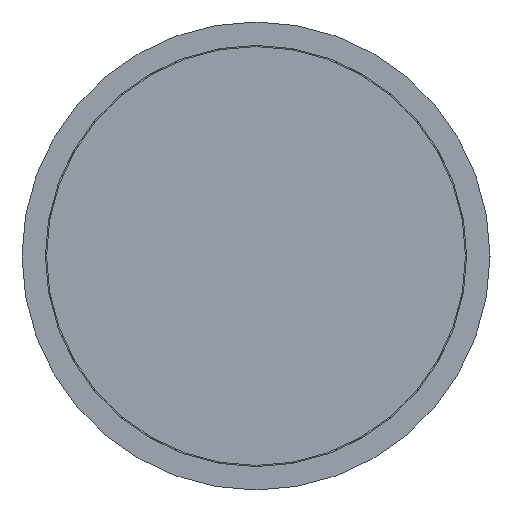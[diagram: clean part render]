
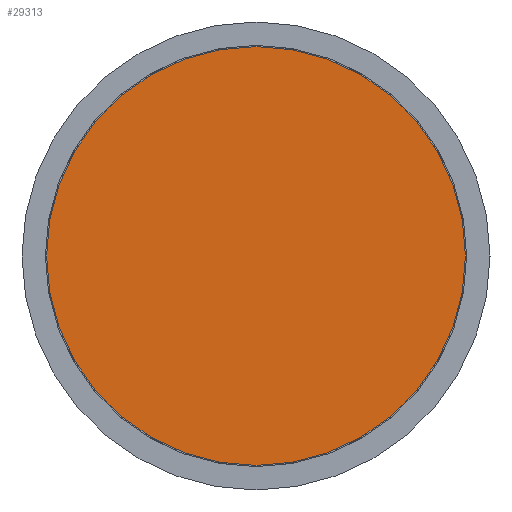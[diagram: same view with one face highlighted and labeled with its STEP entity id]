
A CAD part, left-side view. The second image highlights one B-rep face of the part: STEP entity #29313.
In plain terms, the highlighted planar face has unit normal (-1, 0, 0).
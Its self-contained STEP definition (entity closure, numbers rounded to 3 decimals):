
#1661=CIRCLE('',#31883,8.95);
#11727=ORIENTED_EDGE('',*,*,#16741,.T.);
#16741=EDGE_CURVE('',#19964,#19964,#1661,.T.);
#19964=VERTEX_POINT('',#49084);
#27186=EDGE_LOOP('',(#11727));
#28222=FACE_BOUND('',#27186,.T.);
#28395=PLANE('',#31882);
#29313=ADVANCED_FACE('',(#28222),#28395,.T.);
#31882=AXIS2_PLACEMENT_3D('',#49082,#40085,#40086);
#31883=AXIS2_PLACEMENT_3D('',#49083,#40087,#40088);
#40085=DIRECTION('',(-1.,0.,0.));
#40086=DIRECTION('',(0.,0.,1.));
#40087=DIRECTION('',(-1.,0.,0.));
#40088=DIRECTION('',(0.,0.,1.));
#49082=CARTESIAN_POINT('',(0.,0.,0.));
#49083=CARTESIAN_POINT('',(0.,0.,0.));
#49084=CARTESIAN_POINT('',(0.,0.,8.95));
